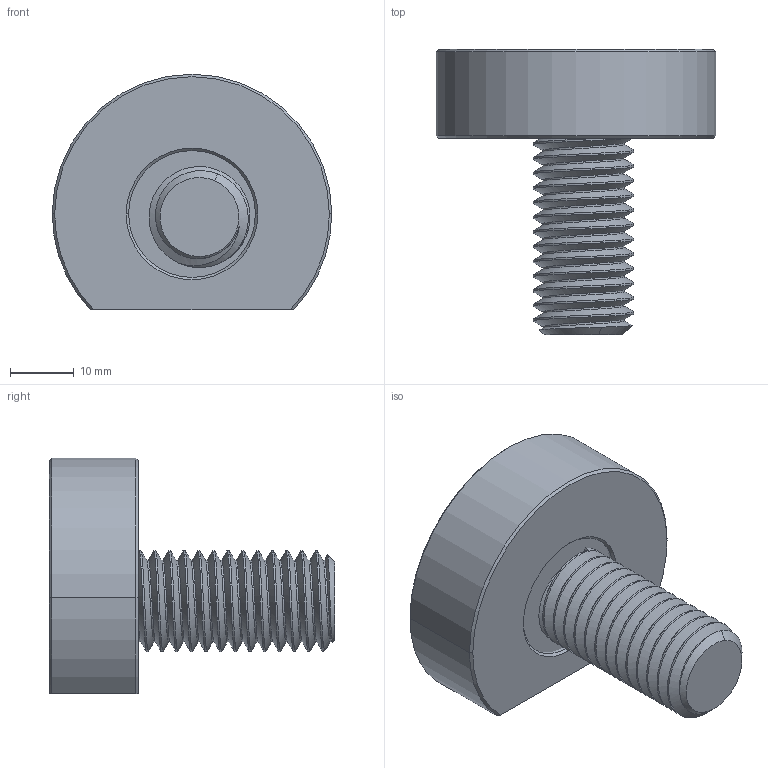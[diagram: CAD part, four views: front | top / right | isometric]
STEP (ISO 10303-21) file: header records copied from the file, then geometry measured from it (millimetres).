
FILE_DESCRIPTION (( 'STEP AP214' ), '1' );
FILE_NAME ('10510_MB.STEP', '2021-10-29T15:57:40', ( '' ), ( '' ), 'SwSTEP 2.0', 'SolidWorks 2021', '' );
FILE_SCHEMA (( 'AUTOMOTIVE_DESIGN' ));
Length unit declared in the file: inch
Products named in the file (3): 10510_MB; 10375_10375; Machineable Fixture Clamp Washers, Configured_10610
Assembly tree (2 placements, depth 2):
  10510_MB
    Machineable Fixture Clamp Washers, Configured_10610
    10375_10375
Bounding box: 43.94 x 44.85 x 37.03 mm (x, y, z)
Volume: 21665 mm3; surface area: 8529.7 mm2
Topology: 2 solids, 2 shells, 75 faces, 181 edges, 113 vertices
Faces by surface type: cylinder 36, cone 19, plane 15, bspline 3, sphere 2
Entity records: 5279 total; most frequent: CARTESIAN_POINT 3596, ORIENTED_EDGE 362, DIRECTION 298, EDGE_CURVE 181, AXIS2_PLACEMENT_3D 118, VERTEX_POINT 113, EDGE_LOOP 80, ADVANCED_FACE 75
